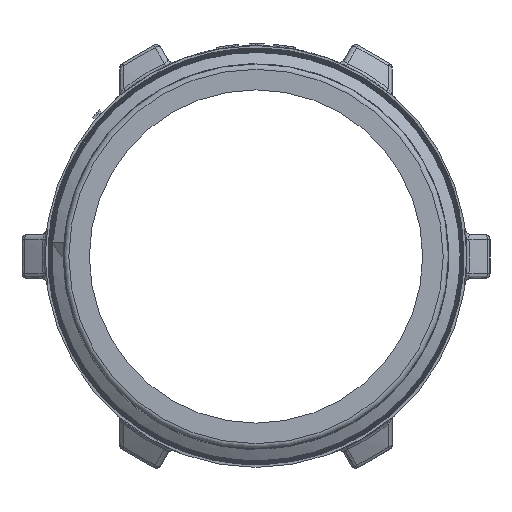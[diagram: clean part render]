
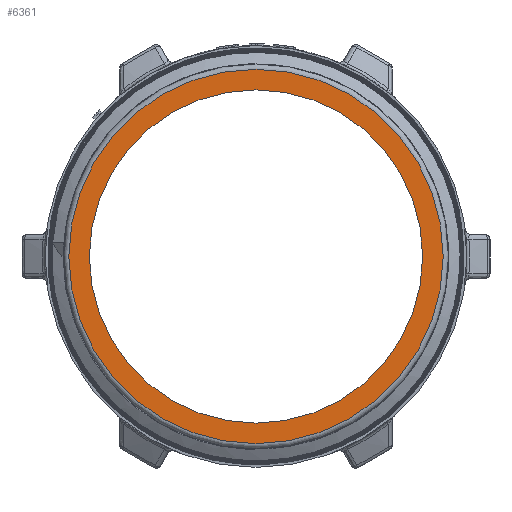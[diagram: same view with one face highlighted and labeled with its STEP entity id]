
A CAD part, left-side view. The second image highlights one B-rep face of the part: STEP entity #6361.
In plain terms, the highlighted planar face has unit normal (-1, 0, 0).
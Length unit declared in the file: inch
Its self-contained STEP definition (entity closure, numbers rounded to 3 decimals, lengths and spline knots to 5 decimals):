
#5760=CARTESIAN_POINT('',(-3.15,1.05592,0.0));
#5761=VERTEX_POINT('',#5760);
#5762=CARTESIAN_POINT('',(-3.15,0.0,0.0));
#5763=DIRECTION('',(1.0,0.0,0.0));
#5764=DIRECTION('',(0.0,-1.0,0.0));
#5765=AXIS2_PLACEMENT_3D('',#5762,#5763,#5764);
#5766=CIRCLE('',#5765,1.05592);
#5767=EDGE_CURVE('',#5761,#5761,#5766,.T.);
#6342=CARTESIAN_POINT('',(-3.15,1.0125,0.0));
#6343=DIRECTION('',(-1.0,0.0,0.0));
#6344=DIRECTION('',(0.0,0.0,1.0));
#6345=AXIS2_PLACEMENT_3D('',#6342,#6343,#6344);
#6346=PLANE('',#6345);
#6347=ORIENTED_EDGE('',*,*,#5767,.F.);
#6348=EDGE_LOOP('',(#6347));
#6349=FACE_OUTER_BOUND('',#6348,.T.);
#6350=CARTESIAN_POINT('',(-3.15,0.94,0.0));
#6351=VERTEX_POINT('',#6350);
#6352=CARTESIAN_POINT('',(-3.15,0.0,0.0));
#6353=DIRECTION('',(1.0,0.0,0.0));
#6354=DIRECTION('',(0.0,1.0,0.0));
#6355=AXIS2_PLACEMENT_3D('',#6352,#6353,#6354);
#6356=CIRCLE('',#6355,0.94);
#6357=EDGE_CURVE('',#6351,#6351,#6356,.T.);
#6358=ORIENTED_EDGE('',*,*,#6357,.T.);
#6359=EDGE_LOOP('',(#6358));
#6360=FACE_BOUND('',#6359,.T.);
#6361=ADVANCED_FACE('',(#6349,#6360),#6346,.T.);
